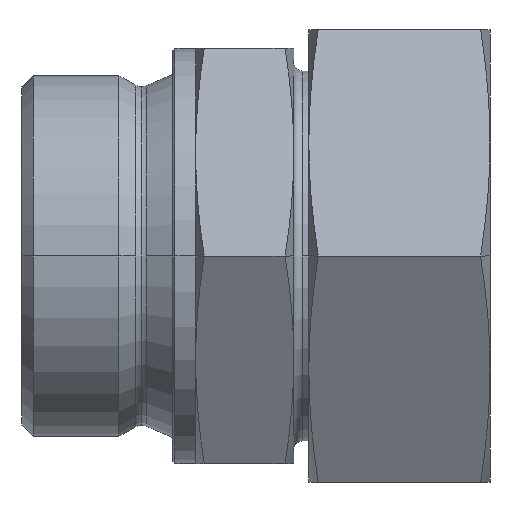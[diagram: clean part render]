
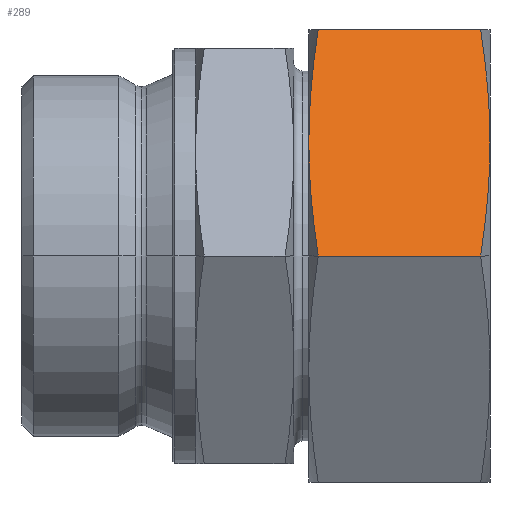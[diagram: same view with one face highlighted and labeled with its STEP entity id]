
A CAD part, front view. The second image highlights one B-rep face of the part: STEP entity #289.
In plain terms, the highlighted planar face has unit normal (0, -0.866, 0.5).
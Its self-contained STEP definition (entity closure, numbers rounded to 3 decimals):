
#289 = ADVANCED_FACE( '', ( #562 ), #563, .F. );
#562 = FACE_OUTER_BOUND( '', #861, .T. );
#563 = PLANE( '', #862 );
#861 = EDGE_LOOP( '', ( #1811, #1812, #1813, #1814, #1815, #1816 ) );
#862 = AXIS2_PLACEMENT_3D( '', #1817, #1818, #1819 );
#1811 = ORIENTED_EDGE( '', *, *, #2282, .F. );
#1812 = ORIENTED_EDGE( '', *, *, #2283, .F. );
#1813 = ORIENTED_EDGE( '', *, *, #2284, .F. );
#1814 = ORIENTED_EDGE( '', *, *, #2285, .F. );
#1815 = ORIENTED_EDGE( '', *, *, #2286, .T. );
#1816 = ORIENTED_EDGE( '', *, *, #2287, .F. );
#1817 = CARTESIAN_POINT( '', ( 36., -34.641, 0. ) );
#1818 = DIRECTION( '', ( 0., 0.866, -0.5 ) );
#1819 = DIRECTION( '', ( 0., -0.5, -0.866 ) );
#2282 = EDGE_CURVE( '', #2787, #2792, #2793, .T. );
#2283 = EDGE_CURVE( '', #2774, #2787, #2794, .T. );
#2284 = EDGE_CURVE( '', #2795, #2774, #2796, .T. );
#2285 = EDGE_CURVE( '', #2797, #2795, #2798, .T. );
#2286 = EDGE_CURVE( '', #2797, #2799, #2800, .T. );
#2287 = EDGE_CURVE( '', #2792, #2799, #2801, .T. );
#2774 = VERTEX_POINT( '', #3668 );
#2787 = VERTEX_POINT( '', #3701 );
#2792 = VERTEX_POINT( '', #3716 );
#2793 = ( B_SPLINE_CURVE( 2, ( #3718, #3719, #3720 ), .UNSPECIFIED., .F., .F. )B_SPLINE_CURVE_WITH_KNOTS( ( 3, 3 ), ( 14.474, 33.824 ), .UNSPECIFIED. )RATIONAL_B_SPLINE_CURVE( ( 1.058, 1.068, 1. ) )BOUNDED_CURVE(  )REPRESENTATION_ITEM( '' )GEOMETRIC_REPRESENTATION_ITEM(  )CURVE(  ) );
#2794 = LINE( '', #3727, #3728 );
#2795 = VERTEX_POINT( '', #3729 );
#2796 = ( B_SPLINE_CURVE( 2, ( #3731, #3732, #3733 ), .UNSPECIFIED., .F., .F. )B_SPLINE_CURVE_WITH_KNOTS( ( 3, 3 ), ( 33.824, 53.173 ), .UNSPECIFIED. )RATIONAL_B_SPLINE_CURVE( ( 1., 1.068, 1.058 ) )BOUNDED_CURVE(  )REPRESENTATION_ITEM( '' )GEOMETRIC_REPRESENTATION_ITEM(  )CURVE(  ) );
#2797 = VERTEX_POINT( '', #3740 );
#2798 = ( B_SPLINE_CURVE( 2, ( #3742, #3743, #3744 ), .UNSPECIFIED., .F., .F. )B_SPLINE_CURVE_WITH_KNOTS( ( 3, 3 ), ( 14.474, 33.824 ), .UNSPECIFIED. )RATIONAL_B_SPLINE_CURVE( ( 1.058, 1.068, 1. ) )BOUNDED_CURVE(  )REPRESENTATION_ITEM( '' )GEOMETRIC_REPRESENTATION_ITEM(  )CURVE(  ) );
#2799 = VERTEX_POINT( '', #3751 );
#2800 = LINE( '', #3752, #3753 );
#2801 = ( B_SPLINE_CURVE( 2, ( #3755, #3756, #3757 ), .UNSPECIFIED., .F., .F. )B_SPLINE_CURVE_WITH_KNOTS( ( 3, 3 ), ( 33.824, 53.173 ), .UNSPECIFIED. )RATIONAL_B_SPLINE_CURVE( ( 1., 1.068, 1.058 ) )BOUNDED_CURVE(  )REPRESENTATION_ITEM( '' )GEOMETRIC_REPRESENTATION_ITEM(  )CURVE(  ) );
#3668 = CARTESIAN_POINT( '', ( 34.756, -34.641, 0. ) );
#3701 = CARTESIAN_POINT( '', ( 13.244, -34.641, 0. ) );
#3716 = CARTESIAN_POINT( '', ( 12., -25.981, 15. ) );
#3718 = CARTESIAN_POINT( '', ( 13.244, -34.641, 0. ) );
#3719 = CARTESIAN_POINT( '', ( 12., -30., 8.038 ) );
#3720 = CARTESIAN_POINT( '', ( 12., -25.981, 15. ) );
#3727 = CARTESIAN_POINT( '', ( 36., -34.641, 0. ) );
#3728 = VECTOR( '', #4438, 1. );
#3729 = CARTESIAN_POINT( '', ( 36., -25.981, 15. ) );
#3731 = CARTESIAN_POINT( '', ( 36., -25.981, 15. ) );
#3732 = CARTESIAN_POINT( '', ( 36., -30., 8.038 ) );
#3733 = CARTESIAN_POINT( '', ( 34.756, -34.641, 0. ) );
#3740 = CARTESIAN_POINT( '', ( 34.756, -17.321, 30. ) );
#3742 = CARTESIAN_POINT( '', ( 34.756, -17.321, 30. ) );
#3743 = CARTESIAN_POINT( '', ( 36., -21.962, 21.962 ) );
#3744 = CARTESIAN_POINT( '', ( 36., -25.981, 15. ) );
#3751 = CARTESIAN_POINT( '', ( 13.244, -17.321, 30. ) );
#3752 = CARTESIAN_POINT( '', ( 36., -17.321, 30. ) );
#3753 = VECTOR( '', #4439, 1. );
#3755 = CARTESIAN_POINT( '', ( 12., -25.981, 15. ) );
#3756 = CARTESIAN_POINT( '', ( 12., -21.962, 21.962 ) );
#3757 = CARTESIAN_POINT( '', ( 13.244, -17.321, 30. ) );
#4438 = DIRECTION( '', ( -1., 0., 0. ) );
#4439 = DIRECTION( '', ( -1., 0., 0. ) );
